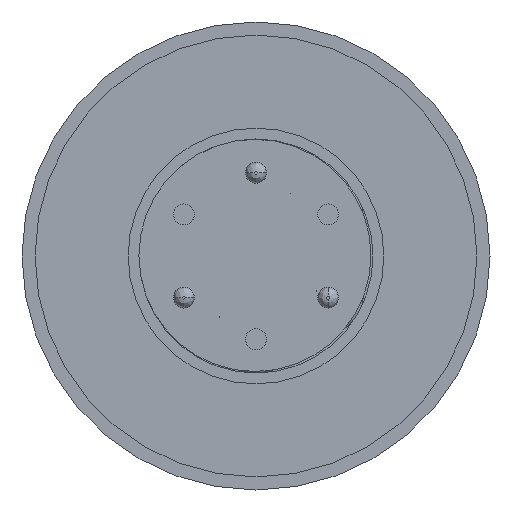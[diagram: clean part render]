
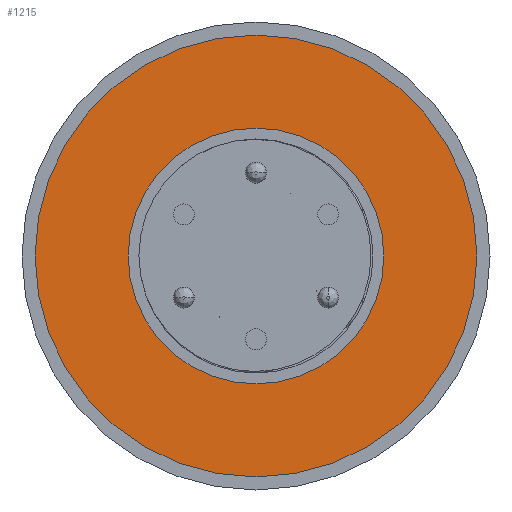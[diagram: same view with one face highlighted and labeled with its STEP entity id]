
A CAD part, left-side view. The second image highlights one B-rep face of the part: STEP entity #1215.
In plain terms, the highlighted planar face has unit normal (-1, 0, 0).
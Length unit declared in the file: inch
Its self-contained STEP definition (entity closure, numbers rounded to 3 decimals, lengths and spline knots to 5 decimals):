
#526 = CARTESIAN_POINT ( 'NONE',  ( 0., 0., 0. ) ) ;
#527 = DIRECTION ( 'NONE',  ( 1., 0., 0. ) ) ;
#528 = DIRECTION ( 'NONE',  ( 0., 0., 1. ) ) ;
#662 = FACE_BOUND ( 'NONE', #6828, .T. ) ;
#774 = FACE_OUTER_BOUND ( 'NONE', #6853, .T. ) ;
#934 = EDGE_CURVE ( 'NONE', #6479, #7007, #1770, .T. ) ;
#941 = EDGE_CURVE ( 'NONE', #6305, #6907, #1582, .T. ) ;
#1118 = AXIS2_PLACEMENT_3D ( 'NONE', #4759, #4764, #4765 ) ;
#1184 = AXIS2_PLACEMENT_3D ( 'NONE', #4745, #4744, #4743 ) ;
#1215 = ADVANCED_FACE ( 'NONE', ( #774, #662 ), #4758, .F. ) ;
#1272 = AXIS2_PLACEMENT_3D ( 'NONE', #526, #527, #528 ) ;
#1582 = CIRCLE ( 'NONE', #1184, 0.3415 ) ;
#1770 = CIRCLE ( 'NONE', #1272, 0.59 ) ;
#2085 = CARTESIAN_POINT ( 'NONE',  ( 0., 0., 0. ) ) ;
#2086 = DIRECTION ( 'NONE',  ( 1., 0., 0. ) ) ;
#2087 = DIRECTION ( 'NONE',  ( 0., 0., 1. ) ) ;
#2172 = CARTESIAN_POINT ( 'NONE',  ( 0., 0., 0. ) ) ;
#2173 = DIRECTION ( 'NONE',  ( -1., 0., 0. ) ) ;
#2174 = DIRECTION ( 'NONE',  ( 0., 0., 1. ) ) ;
#2475 = CARTESIAN_POINT ( 'NONE',  ( 0., 0., 0.3415 ) ) ;
#2579 = CARTESIAN_POINT ( 'NONE',  ( 0., 0., 0.59 ) ) ;
#2722 = CARTESIAN_POINT ( 'NONE',  ( 0., 0., -0.3415 ) ) ;
#2744 = CARTESIAN_POINT ( 'NONE',  ( 0., 0., -0.59 ) ) ;
#4107 = CIRCLE ( 'NONE', #5882, 0.3415 ) ;
#4119 = CIRCLE ( 'NONE', #5893, 0.59 ) ;
#4743 = DIRECTION ( 'NONE',  ( 0., 0., 1. ) ) ;
#4744 = DIRECTION ( 'NONE',  ( -1., 0., 0. ) ) ;
#4745 = CARTESIAN_POINT ( 'NONE',  ( 0., 0., 0. ) ) ;
#4758 = PLANE ( 'NONE',  #1118 ) ;
#4759 = CARTESIAN_POINT ( 'NONE',  ( 0., 0.59, 0. ) ) ;
#4764 = DIRECTION ( 'NONE',  ( 1., 0., 0. ) ) ;
#4765 = DIRECTION ( 'NONE',  ( 0., 0., -1. ) ) ;
#5882 = AXIS2_PLACEMENT_3D ( 'NONE', #2172, #2173, #2174 ) ;
#5893 = AXIS2_PLACEMENT_3D ( 'NONE', #2085, #2086, #2087 ) ;
#6152 = EDGE_CURVE ( 'NONE', #7007, #6479, #4119, .T. ) ;
#6174 = EDGE_CURVE ( 'NONE', #6907, #6305, #4107, .T. ) ;
#6305 = VERTEX_POINT ( 'NONE', #2475 ) ;
#6326 = ORIENTED_EDGE ( 'NONE', *, *, #934, .F. ) ;
#6479 = VERTEX_POINT ( 'NONE', #2579 ) ;
#6569 = ORIENTED_EDGE ( 'NONE', *, *, #6152, .F. ) ;
#6589 = ORIENTED_EDGE ( 'NONE', *, *, #6174, .F. ) ;
#6692 = ORIENTED_EDGE ( 'NONE', *, *, #941, .F. ) ;
#6828 = EDGE_LOOP ( 'NONE', ( #6692, #6589 ) ) ;
#6853 = EDGE_LOOP ( 'NONE', ( #6326, #6569 ) ) ;
#6907 = VERTEX_POINT ( 'NONE', #2722 ) ;
#7007 = VERTEX_POINT ( 'NONE', #2744 ) ;
